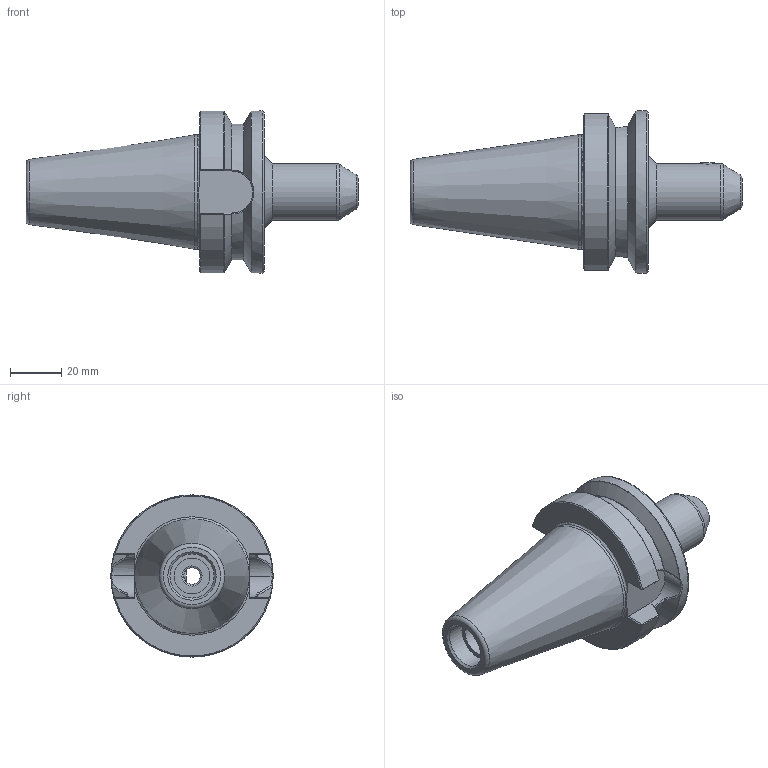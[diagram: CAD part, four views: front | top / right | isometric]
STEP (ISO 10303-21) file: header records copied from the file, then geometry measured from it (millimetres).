
FILE_DESCRIPTION(/* description */ (''),/* implementation_level */ '2;1');
FILE_NAME(/* name */ 'BT40 EM.250-2.5.step',/* time_stamp */ '2025-04-28T17:36:43-05:00',/* author */ (''),/* organization */ (''),/* preprocessor_version */ 'ST-DEVELOPER v20.1',/* originating_system */ 'Autodesk Translation Framework v14.4.0.0',/* authorisation */ '');
FILE_SCHEMA (('AUTOMOTIVE_DESIGN { 1 0 10303 214 3 1 1 }'));
Length unit declared in the file: inch
Products named in the file (2): BT40 Standard Template; BT40 EM.750-2.5D
Assembly tree (1 placements, depth 2):
  BT40 Standard Template
    BT40 EM.750-2.5D
Bounding box: 129 x 63 x 63 mm (x, y, z)
Volume: 130659.6 mm3; surface area: 25366 mm2
Topology: 1 solids, 1 shells, 97 faces, 255 edges, 166 vertices
Faces by surface type: plane 34, bspline 20, cylinder 18, torus 13, cone 12
Full cylindrical faces by diameter (mm): 5.334 x1, 6.35 x1, 7.874 x1, 13.843 x1, 17.15 x1, 22.149 x1, 44.45 x1, 63 x1
Entity records: 3988 total; most frequent: CARTESIAN_POINT 1577, ORIENTED_EDGE 510, DIRECTION 418, EDGE_CURVE 255, VERTEX_POINT 166, AXIS2_PLACEMENT_3D 165, EDGE_LOOP 105, FACE_OUTER_BOUND 97
